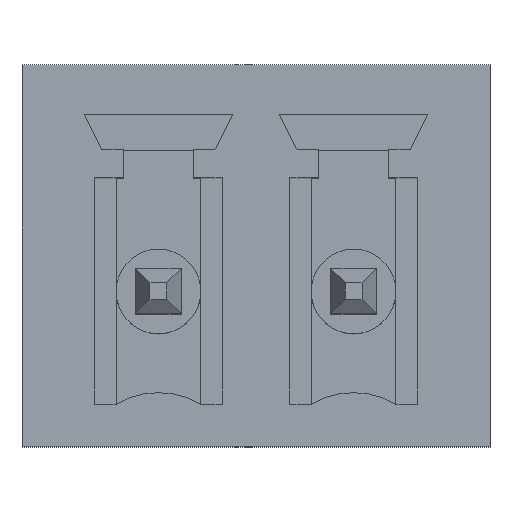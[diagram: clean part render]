
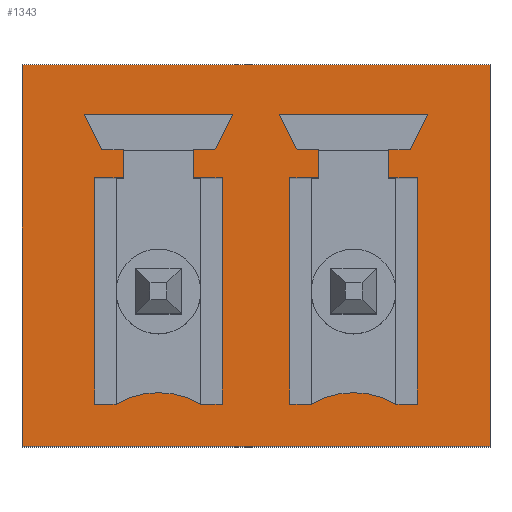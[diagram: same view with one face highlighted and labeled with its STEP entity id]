
A CAD part, top view. The second image highlights one B-rep face of the part: STEP entity #1343.
In plain terms, the highlighted planar face has unit normal (0, 0, 1).
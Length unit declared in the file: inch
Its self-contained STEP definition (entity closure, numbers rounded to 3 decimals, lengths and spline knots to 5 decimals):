
#1=DIRECTION('',(0.,-1.,0.));
#2=VECTOR('',#1,0.27);
#3=CARTESIAN_POINT('',(-0.1655,0.16,0.));
#4=LINE('',#3,#2);
#17=DIRECTION('',(1.,0.,0.));
#18=VECTOR('',#17,0.331);
#19=CARTESIAN_POINT('',(-0.1655,0.16,0.));
#20=LINE('',#19,#18);
#21=DIRECTION('',(1.,0.,0.));
#22=VECTOR('',#21,0.015);
#23=CARTESIAN_POINT('',(-0.109,0.1,0.));
#24=LINE('',#23,#22);
#25=DIRECTION('',(0.,-1.,0.));
#26=VECTOR('',#25,0.02);
#27=CARTESIAN_POINT('',(-0.094,0.1,0.));
#28=LINE('',#27,#26);
#29=DIRECTION('',(-1.,0.,0.));
#30=VECTOR('',#29,0.02);
#31=CARTESIAN_POINT('',(-0.094,0.08,0.));
#32=LINE('',#31,#30);
#33=DIRECTION('',(0.,-1.,0.));
#34=VECTOR('',#33,0.16);
#35=CARTESIAN_POINT('',(-0.114,0.08,0.));
#36=LINE('',#35,#34);
#37=DIRECTION('',(1.,0.,0.));
#38=VECTOR('',#37,0.015);
#39=CARTESIAN_POINT('',(-0.114,-0.08,0.));
#40=LINE('',#39,#38);
#41=CARTESIAN_POINT('',(-0.069,-0.13196,0.));
#42=DIRECTION('',(0.,0.,1.));
#43=DIRECTION('',(0.5,0.866,0.));
#44=AXIS2_PLACEMENT_3D('',#41,#42,#43);
#46=DIRECTION('',(1.,0.,0.));
#47=VECTOR('',#46,0.015);
#48=CARTESIAN_POINT('',(-0.039,-0.08,0.));
#49=LINE('',#48,#47);
#50=DIRECTION('',(0.,1.,0.));
#51=VECTOR('',#50,0.16);
#52=CARTESIAN_POINT('',(-0.024,-0.08,0.));
#53=LINE('',#52,#51);
#54=DIRECTION('',(-1.,0.,0.));
#55=VECTOR('',#54,0.02);
#56=CARTESIAN_POINT('',(-0.024,0.08,0.));
#57=LINE('',#56,#55);
#58=DIRECTION('',(0.,1.,0.));
#59=VECTOR('',#58,0.02);
#60=CARTESIAN_POINT('',(-0.044,0.08,0.));
#61=LINE('',#60,#59);
#62=DIRECTION('',(1.,0.,0.));
#63=VECTOR('',#62,0.015);
#64=CARTESIAN_POINT('',(-0.044,0.1,0.));
#65=LINE('',#64,#63);
#66=DIRECTION('',(0.447,0.894,0.));
#67=VECTOR('',#66,0.02795);
#68=CARTESIAN_POINT('',(-0.029,0.1,0.));
#69=LINE('',#68,#67);
#70=DIRECTION('',(-1.,0.,0.));
#71=VECTOR('',#70,0.105);
#72=CARTESIAN_POINT('',(-0.0165,0.125,0.));
#73=LINE('',#72,#71);
#74=DIRECTION('',(0.447,-0.894,0.));
#75=VECTOR('',#74,0.02795);
#76=CARTESIAN_POINT('',(-0.1215,0.125,0.));
#77=LINE('',#76,#75);
#78=DIRECTION('',(1.,0.,0.));
#79=VECTOR('',#78,0.015);
#80=CARTESIAN_POINT('',(0.029,0.1,0.));
#81=LINE('',#80,#79);
#82=DIRECTION('',(0.,-1.,0.));
#83=VECTOR('',#82,0.02);
#84=CARTESIAN_POINT('',(0.044,0.1,0.));
#85=LINE('',#84,#83);
#86=DIRECTION('',(-1.,0.,0.));
#87=VECTOR('',#86,0.02);
#88=CARTESIAN_POINT('',(0.044,0.08,0.));
#89=LINE('',#88,#87);
#90=DIRECTION('',(0.,-1.,0.));
#91=VECTOR('',#90,0.16);
#92=CARTESIAN_POINT('',(0.024,0.08,0.));
#93=LINE('',#92,#91);
#94=DIRECTION('',(1.,0.,0.));
#95=VECTOR('',#94,0.015);
#96=CARTESIAN_POINT('',(0.024,-0.08,0.));
#97=LINE('',#96,#95);
#98=CARTESIAN_POINT('',(0.069,-0.13196,0.));
#99=DIRECTION('',(0.,0.,1.));
#100=DIRECTION('',(0.5,0.866,0.));
#101=AXIS2_PLACEMENT_3D('',#98,#99,#100);
#103=DIRECTION('',(1.,0.,0.));
#104=VECTOR('',#103,0.015);
#105=CARTESIAN_POINT('',(0.099,-0.08,0.));
#106=LINE('',#105,#104);
#107=DIRECTION('',(0.,1.,0.));
#108=VECTOR('',#107,0.16);
#109=CARTESIAN_POINT('',(0.114,-0.08,0.));
#110=LINE('',#109,#108);
#111=DIRECTION('',(-1.,0.,0.));
#112=VECTOR('',#111,0.02);
#113=CARTESIAN_POINT('',(0.114,0.08,0.));
#114=LINE('',#113,#112);
#115=DIRECTION('',(0.,1.,0.));
#116=VECTOR('',#115,0.02);
#117=CARTESIAN_POINT('',(0.094,0.08,0.));
#118=LINE('',#117,#116);
#119=DIRECTION('',(1.,0.,0.));
#120=VECTOR('',#119,0.015);
#121=CARTESIAN_POINT('',(0.094,0.1,0.));
#122=LINE('',#121,#120);
#123=DIRECTION('',(0.447,0.894,0.));
#124=VECTOR('',#123,0.02795);
#125=CARTESIAN_POINT('',(0.109,0.1,0.));
#126=LINE('',#125,#124);
#127=DIRECTION('',(-1.,0.,0.));
#128=VECTOR('',#127,0.105);
#129=CARTESIAN_POINT('',(0.1215,0.125,0.));
#130=LINE('',#129,#128);
#131=DIRECTION('',(0.447,-0.894,0.));
#132=VECTOR('',#131,0.02795);
#133=CARTESIAN_POINT('',(0.0165,0.125,0.));
#134=LINE('',#133,#132);
#175=DIRECTION('',(1.,0.,0.));
#176=VECTOR('',#175,0.331);
#177=CARTESIAN_POINT('',(-0.1655,-0.11,0.));
#178=LINE('',#177,#176);
#179=DIRECTION('',(0.,-1.,0.));
#180=VECTOR('',#179,0.27);
#181=CARTESIAN_POINT('',(0.1655,0.16,0.));
#182=LINE('',#181,#180);
#957=CARTESIAN_POINT('',(-0.1655,0.16,0.));
#958=CARTESIAN_POINT('',(-0.1655,-0.11,0.));
#959=VERTEX_POINT('',#957);
#960=VERTEX_POINT('',#958);
#965=CARTESIAN_POINT('',(0.1655,0.16,0.));
#966=CARTESIAN_POINT('',(0.1655,-0.11,0.));
#967=VERTEX_POINT('',#965);
#968=VERTEX_POINT('',#966);
#973=CARTESIAN_POINT('',(-0.114,0.08,0.));
#974=CARTESIAN_POINT('',(-0.114,-0.08,0.));
#975=VERTEX_POINT('',#973);
#976=VERTEX_POINT('',#974);
#977=CARTESIAN_POINT('',(-0.024,-0.08,0.));
#978=CARTESIAN_POINT('',(-0.024,0.08,0.));
#979=VERTEX_POINT('',#977);
#980=VERTEX_POINT('',#978);
#981=CARTESIAN_POINT('',(-0.044,0.08,0.));
#982=VERTEX_POINT('',#981);
#983=CARTESIAN_POINT('',(-0.094,0.08,0.));
#984=VERTEX_POINT('',#983);
#997=CARTESIAN_POINT('',(-0.109,0.1,0.));
#998=CARTESIAN_POINT('',(-0.094,0.1,0.));
#999=VERTEX_POINT('',#997);
#1000=VERTEX_POINT('',#998);
#1001=CARTESIAN_POINT('',(-0.044,0.1,0.));
#1002=CARTESIAN_POINT('',(-0.029,0.1,0.));
#1003=VERTEX_POINT('',#1001);
#1004=VERTEX_POINT('',#1002);
#1005=CARTESIAN_POINT('',(-0.0165,0.125,0.));
#1006=VERTEX_POINT('',#1005);
#1007=CARTESIAN_POINT('',(-0.1215,0.125,0.));
#1008=VERTEX_POINT('',#1007);
#1013=CARTESIAN_POINT('',(-0.099,-0.08,0.));
#1014=VERTEX_POINT('',#1013);
#1015=CARTESIAN_POINT('',(-0.039,-0.08,0.));
#1016=VERTEX_POINT('',#1015);
#1097=CARTESIAN_POINT('',(0.024,0.08,0.));
#1098=CARTESIAN_POINT('',(0.024,-0.08,0.));
#1099=VERTEX_POINT('',#1097);
#1100=VERTEX_POINT('',#1098);
#1101=CARTESIAN_POINT('',(0.039,-0.08,0.));
#1102=VERTEX_POINT('',#1101);
#1103=CARTESIAN_POINT('',(0.099,-0.08,0.));
#1104=VERTEX_POINT('',#1103);
#1105=CARTESIAN_POINT('',(0.114,-0.08,0.));
#1106=VERTEX_POINT('',#1105);
#1107=CARTESIAN_POINT('',(0.114,0.08,0.));
#1108=VERTEX_POINT('',#1107);
#1109=CARTESIAN_POINT('',(0.094,0.08,0.));
#1110=VERTEX_POINT('',#1109);
#1111=CARTESIAN_POINT('',(0.044,0.08,0.));
#1112=VERTEX_POINT('',#1111);
#1141=CARTESIAN_POINT('',(0.029,0.1,0.));
#1142=CARTESIAN_POINT('',(0.044,0.1,0.));
#1143=VERTEX_POINT('',#1141);
#1144=VERTEX_POINT('',#1142);
#1145=CARTESIAN_POINT('',(0.094,0.1,0.));
#1146=CARTESIAN_POINT('',(0.109,0.1,0.));
#1147=VERTEX_POINT('',#1145);
#1148=VERTEX_POINT('',#1146);
#1149=CARTESIAN_POINT('',(0.1215,0.125,0.));
#1150=VERTEX_POINT('',#1149);
#1151=CARTESIAN_POINT('',(0.0165,0.125,0.));
#1152=VERTEX_POINT('',#1151);
#1269=CARTESIAN_POINT('',(-0.1655,0.16,0.));
#1270=DIRECTION('',(0.,0.,1.));
#1271=DIRECTION('',(0.,-1.,0.));
#1272=AXIS2_PLACEMENT_3D('',#1269,#1270,#1271);
#1273=PLANE('',#1272);
#1274=ORIENTED_EDGE('',*,*,#1258,.F.);
#1276=ORIENTED_EDGE('',*,*,#1275,.T.);
#1278=ORIENTED_EDGE('',*,*,#1277,.T.);
#1280=ORIENTED_EDGE('',*,*,#1279,.F.);
#1281=EDGE_LOOP('',(#1274,#1276,#1278,#1280));
#1282=FACE_OUTER_BOUND('',#1281,.F.);
#1284=ORIENTED_EDGE('',*,*,#1283,.T.);
#1286=ORIENTED_EDGE('',*,*,#1285,.T.);
#1288=ORIENTED_EDGE('',*,*,#1287,.T.);
#1290=ORIENTED_EDGE('',*,*,#1289,.T.);
#1292=ORIENTED_EDGE('',*,*,#1291,.T.);
#1294=ORIENTED_EDGE('',*,*,#1293,.F.);
#1296=ORIENTED_EDGE('',*,*,#1295,.T.);
#1298=ORIENTED_EDGE('',*,*,#1297,.T.);
#1300=ORIENTED_EDGE('',*,*,#1299,.T.);
#1302=ORIENTED_EDGE('',*,*,#1301,.T.);
#1304=ORIENTED_EDGE('',*,*,#1303,.T.);
#1306=ORIENTED_EDGE('',*,*,#1305,.T.);
#1308=ORIENTED_EDGE('',*,*,#1307,.T.);
#1310=ORIENTED_EDGE('',*,*,#1309,.T.);
#1311=EDGE_LOOP('',(#1284,#1286,#1288,#1290,#1292,#1294,#1296,#1298,#1300,#1302,
#1304,#1306,#1308,#1310));
#1312=FACE_BOUND('',#1311,.F.);
#1314=ORIENTED_EDGE('',*,*,#1313,.T.);
#1316=ORIENTED_EDGE('',*,*,#1315,.T.);
#1318=ORIENTED_EDGE('',*,*,#1317,.T.);
#1320=ORIENTED_EDGE('',*,*,#1319,.T.);
#1322=ORIENTED_EDGE('',*,*,#1321,.T.);
#1324=ORIENTED_EDGE('',*,*,#1323,.F.);
#1326=ORIENTED_EDGE('',*,*,#1325,.T.);
#1328=ORIENTED_EDGE('',*,*,#1327,.T.);
#1330=ORIENTED_EDGE('',*,*,#1329,.T.);
#1332=ORIENTED_EDGE('',*,*,#1331,.T.);
#1334=ORIENTED_EDGE('',*,*,#1333,.T.);
#1336=ORIENTED_EDGE('',*,*,#1335,.T.);
#1338=ORIENTED_EDGE('',*,*,#1337,.T.);
#1340=ORIENTED_EDGE('',*,*,#1339,.T.);
#1341=EDGE_LOOP('',(#1314,#1316,#1318,#1320,#1322,#1324,#1326,#1328,#1330,#1332,
#1334,#1336,#1338,#1340));
#1342=FACE_BOUND('',#1341,.F.);
#1343=ADVANCED_FACE('',(#1282,#1312,#1342),#1273,.T.);
#45=CIRCLE('',#44,0.06);
#102=CIRCLE('',#101,0.06);
#1258=EDGE_CURVE('',#959,#960,#4,.T.);
#1275=EDGE_CURVE('',#959,#967,#20,.T.);
#1277=EDGE_CURVE('',#967,#968,#182,.T.);
#1279=EDGE_CURVE('',#960,#968,#178,.T.);
#1283=EDGE_CURVE('',#999,#1000,#24,.T.);
#1285=EDGE_CURVE('',#1000,#984,#28,.T.);
#1287=EDGE_CURVE('',#984,#975,#32,.T.);
#1289=EDGE_CURVE('',#975,#976,#36,.T.);
#1291=EDGE_CURVE('',#976,#1014,#40,.T.);
#1293=EDGE_CURVE('',#1016,#1014,#45,.T.);
#1295=EDGE_CURVE('',#1016,#979,#49,.T.);
#1297=EDGE_CURVE('',#979,#980,#53,.T.);
#1299=EDGE_CURVE('',#980,#982,#57,.T.);
#1301=EDGE_CURVE('',#982,#1003,#61,.T.);
#1303=EDGE_CURVE('',#1003,#1004,#65,.T.);
#1305=EDGE_CURVE('',#1004,#1006,#69,.T.);
#1307=EDGE_CURVE('',#1006,#1008,#73,.T.);
#1309=EDGE_CURVE('',#1008,#999,#77,.T.);
#1313=EDGE_CURVE('',#1143,#1144,#81,.T.);
#1315=EDGE_CURVE('',#1144,#1112,#85,.T.);
#1317=EDGE_CURVE('',#1112,#1099,#89,.T.);
#1319=EDGE_CURVE('',#1099,#1100,#93,.T.);
#1321=EDGE_CURVE('',#1100,#1102,#97,.T.);
#1323=EDGE_CURVE('',#1104,#1102,#102,.T.);
#1325=EDGE_CURVE('',#1104,#1106,#106,.T.);
#1327=EDGE_CURVE('',#1106,#1108,#110,.T.);
#1329=EDGE_CURVE('',#1108,#1110,#114,.T.);
#1331=EDGE_CURVE('',#1110,#1147,#118,.T.);
#1333=EDGE_CURVE('',#1147,#1148,#122,.T.);
#1335=EDGE_CURVE('',#1148,#1150,#126,.T.);
#1337=EDGE_CURVE('',#1150,#1152,#130,.T.);
#1339=EDGE_CURVE('',#1152,#1143,#134,.T.);
